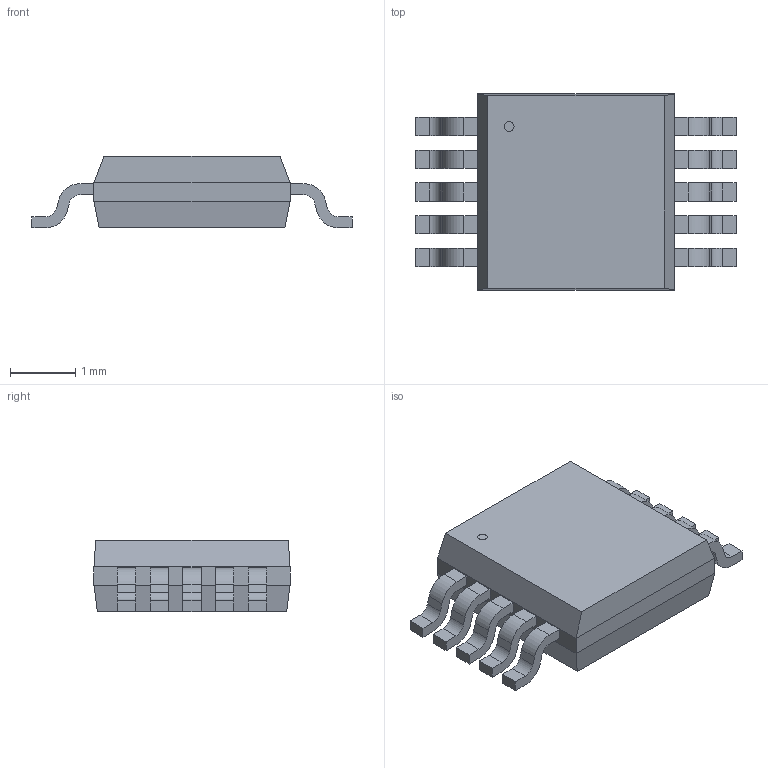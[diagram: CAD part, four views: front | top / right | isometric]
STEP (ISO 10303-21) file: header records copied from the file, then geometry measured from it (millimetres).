
FILE_DESCRIPTION(('STEP AP214'),'1');
FILE_NAME('MSOP10_3X3_ONS','2024-12-21T06:42:53',(''),(''),'','','');
FILE_SCHEMA(('AUTOMOTIVE_DESIGN'));
Length unit declared in the file: millimetre
Products named in the file (1): product
Bounding box: 4.9 x 3 x 1.09 mm (x, y, z)
Volume: 10 mm3; surface area: 41.2 mm2
Topology: 12 solids, 12 shells, 157 faces, 391 edges, 258 vertices
Faces by surface type: plane 116, cylinder 41
Full cylindrical faces by diameter (mm): 0.15 x1
Entity records: 4597 total; most frequent: DIRECTION 790, ORIENTED_EDGE 780, CARTESIAN_POINT 459, EDGE_CURVE 390, LINE 308, VECTOR 308, VERTEX_POINT 258, AXIS2_PLACEMENT_3D 241
